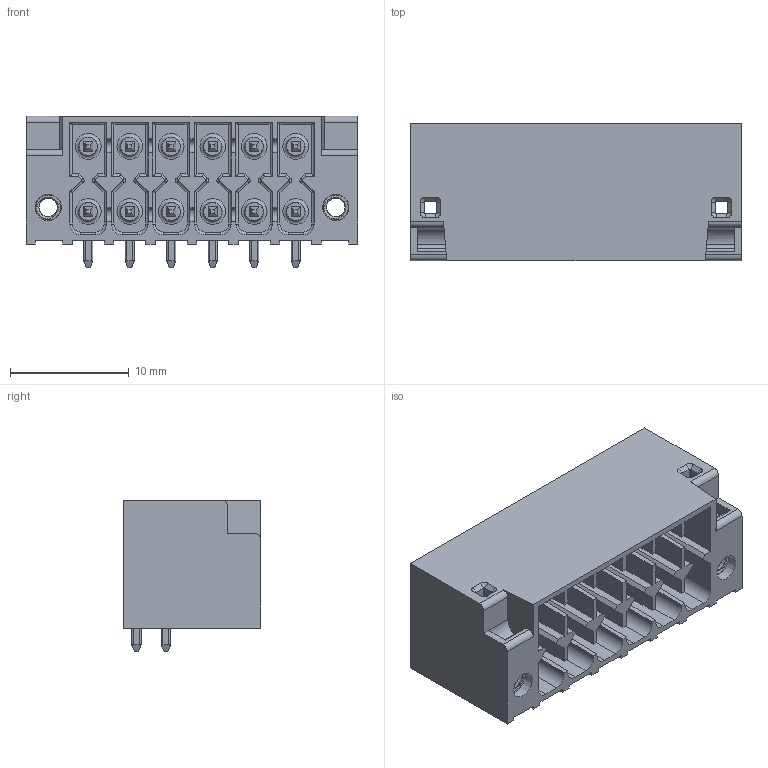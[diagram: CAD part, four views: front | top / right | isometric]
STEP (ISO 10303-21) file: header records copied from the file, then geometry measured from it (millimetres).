
FILE_DESCRIPTION(/* description */ ('Unknown'),/* implementation_level */ '2;1');
FILE_NAME(/* name */ '691778140012',/* time_stamp */ '2024-07-23T16:38:03+02:00',/* author */ ('Unknown'),/* organization */ ('Unknown'),/* preprocessor_version */ 'ST-DEVELOPER v19.4',/* originating_system */ 'Solid Edge',/* authorisation */ 'Unknown');
FILE_SCHEMA (('PROCESS_PLANNING_SCHEMA','AUTOMOTIVE_DESIGN {1 0 10303 214 3 1 1}'));
Length unit declared in the file: millimetre
Products named in the file (6): 6917781400xx; 691778140012; 691778110012_Insert; 6917781100xx_Upper Contact; 6917781100xx_Lower Contact; 6913781400xx_Nut
Assembly tree (16 placements, depth 2):
  6917781400xx
    691778140012
    691778110012_Insert
    6917781100xx_Upper Contact  x6
    6917781100xx_Lower Contact  x6
    6913781400xx_Nut  x2
Bounding box: 28 x 11.6 x 12.8 mm (x, y, z)
Volume: 1527.4 mm3; surface area: 4721.2 mm2
Topology: 16 solids, 16 shells, 1770 faces, 4546 edges, 2806 vertices
Faces by surface type: plane 1210, cylinder 448, torus 84, cone 24, bspline 4
Entity records: 35802 total; most frequent: CARTESIAN_POINT 7342, ORIENTED_EDGE 6014, DIRECTION 5604, EDGE_CURVE 3007, LINE 2550, VECTOR 2550, VERTEX_POINT 1926, AXIS2_PLACEMENT_3D 1527
